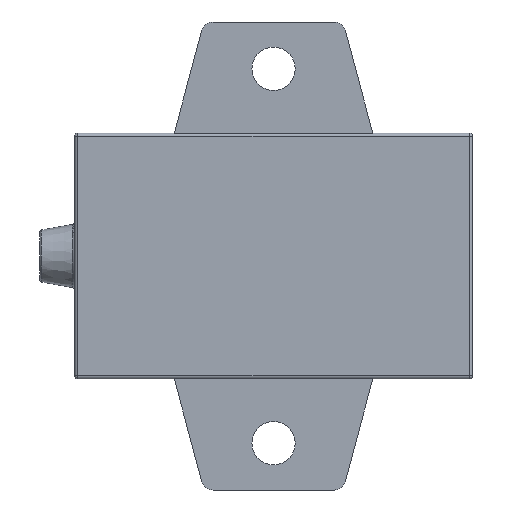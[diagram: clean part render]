
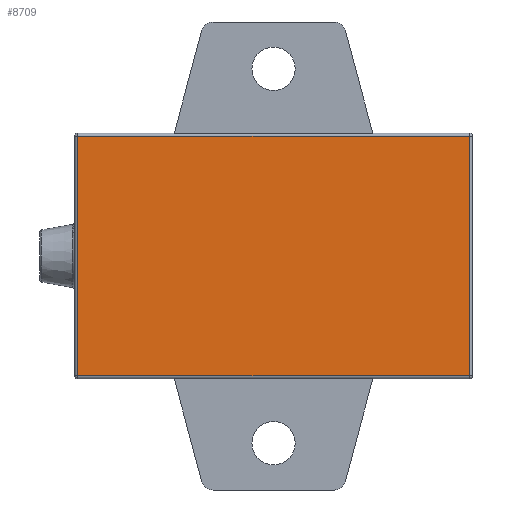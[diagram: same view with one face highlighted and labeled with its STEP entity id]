
A CAD part, front view. The second image highlights one B-rep face of the part: STEP entity #8709.
In plain terms, the highlighted planar face has unit normal (0, -1, 0).
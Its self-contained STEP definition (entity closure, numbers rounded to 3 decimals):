
#165 = LINE ( 'NONE', #5341, #4334 ) ;
#548 = VECTOR ( 'NONE', #4629, 1000. ) ;
#1436 = DIRECTION ( 'NONE',  ( 0., 0., -1. ) ) ;
#1643 = ORIENTED_EDGE ( 'NONE', *, *, #3008, .T. ) ;
#1779 = PLANE ( 'NONE',  #4307 ) ;
#1927 = CARTESIAN_POINT ( 'NONE',  ( 16.75, 0., 0. ) ) ;
#2092 = DIRECTION ( 'NONE',  ( 0., 0., 1. ) ) ;
#2164 = VECTOR ( 'NONE', #2092, 1000. ) ;
#2513 = DIRECTION ( 'NONE',  ( 1., 0., 0. ) ) ;
#3008 = EDGE_CURVE ( 'NONE', #3326, #6271, #3016, .T. ) ;
#3016 = LINE ( 'NONE', #6044, #548 ) ;
#3326 = VERTEX_POINT ( 'NONE', #7871 ) ;
#3543 = FACE_OUTER_BOUND ( 'NONE', #8410, .T. ) ;
#4231 = ORIENTED_EDGE ( 'NONE', *, *, #7213, .T. ) ;
#4307 = AXIS2_PLACEMENT_3D ( 'NONE', #4663, #6809, #6846 ) ;
#4329 = CARTESIAN_POINT ( 'NONE',  ( -16.75, 0., 0. ) ) ;
#4334 = VECTOR ( 'NONE', #2513, 1000. ) ;
#4558 = VERTEX_POINT ( 'NONE', #4984 ) ;
#4629 = DIRECTION ( 'NONE',  ( -1., 0., 0. ) ) ;
#4663 = CARTESIAN_POINT ( 'NONE',  ( 0., 0., 0. ) ) ;
#4984 = CARTESIAN_POINT ( 'NONE',  ( 16.75, 0., -10.25 ) ) ;
#5341 = CARTESIAN_POINT ( 'NONE',  ( 0., 0., -10.25 ) ) ;
#5359 = VECTOR ( 'NONE', #1436, 1000. ) ;
#6044 = CARTESIAN_POINT ( 'NONE',  ( 0., 0., 10.25 ) ) ;
#6179 = EDGE_CURVE ( 'NONE', #4558, #3326, #7014, .T. ) ;
#6224 = VERTEX_POINT ( 'NONE', #8582 ) ;
#6271 = VERTEX_POINT ( 'NONE', #6457 ) ;
#6445 = ORIENTED_EDGE ( 'NONE', *, *, #6179, .T. ) ;
#6457 = CARTESIAN_POINT ( 'NONE',  ( -16.75, 0., 10.25 ) ) ;
#6809 = DIRECTION ( 'NONE',  ( 0., 1., 0. ) ) ;
#6846 = DIRECTION ( 'NONE',  ( 0., 0., 1. ) ) ;
#7014 = LINE ( 'NONE', #1927, #2164 ) ;
#7213 = EDGE_CURVE ( 'NONE', #6224, #4558, #165, .T. ) ;
#7423 = ORIENTED_EDGE ( 'NONE', *, *, #7882, .T. ) ;
#7871 = CARTESIAN_POINT ( 'NONE',  ( 16.75, 0., 10.25 ) ) ;
#7882 = EDGE_CURVE ( 'NONE', #6271, #6224, #7979, .T. ) ;
#7979 = LINE ( 'NONE', #4329, #5359 ) ;
#8410 = EDGE_LOOP ( 'NONE', ( #7423, #4231, #6445, #1643 ) ) ;
#8582 = CARTESIAN_POINT ( 'NONE',  ( -16.75, 0., -10.25 ) ) ;
#8709 = ADVANCED_FACE ( 'NONE', ( #3543 ), #1779, .F. ) ;
